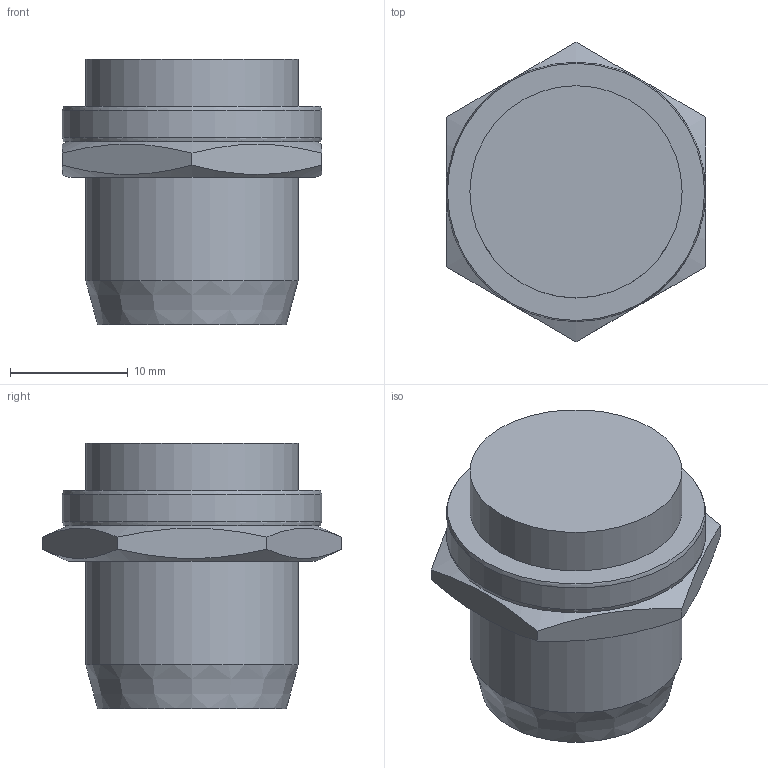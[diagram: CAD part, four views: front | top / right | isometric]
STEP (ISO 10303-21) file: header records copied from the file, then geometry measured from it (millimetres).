
FILE_DESCRIPTION(('STEP AP203'),'2;1');
FILE_NAME('19.154.00.stp','2011-03-21T15:59:24',(''),(''),'2009.3.110','THINKDESIGN','');
FILE_SCHEMA(('CONFIG_CONTROL_DESIGN'));
Length unit declared in the file: millimetre
Bounding box: 22 x 25.4 x 22.5 mm (x, y, z)
Volume: 6449.7 mm3; surface area: 3008.5 mm2
Topology: 3 solids, 3 shells, 21 faces, 53 edges, 38 vertices
Faces by surface type: plane 12, bspline 5, cylinder 4
Full cylindrical faces by diameter (mm): 18 x3, 22 x1
Entity records: 1240 total; most frequent: CARTESIAN_POINT 639, ORIENTED_EDGE 106, DIRECTION 99, EDGE_CURVE 53, AXIS2_PLACEMENT_3D 42, VERTEX_POINT 38, CIRCLE 26, EDGE_LOOP 25
